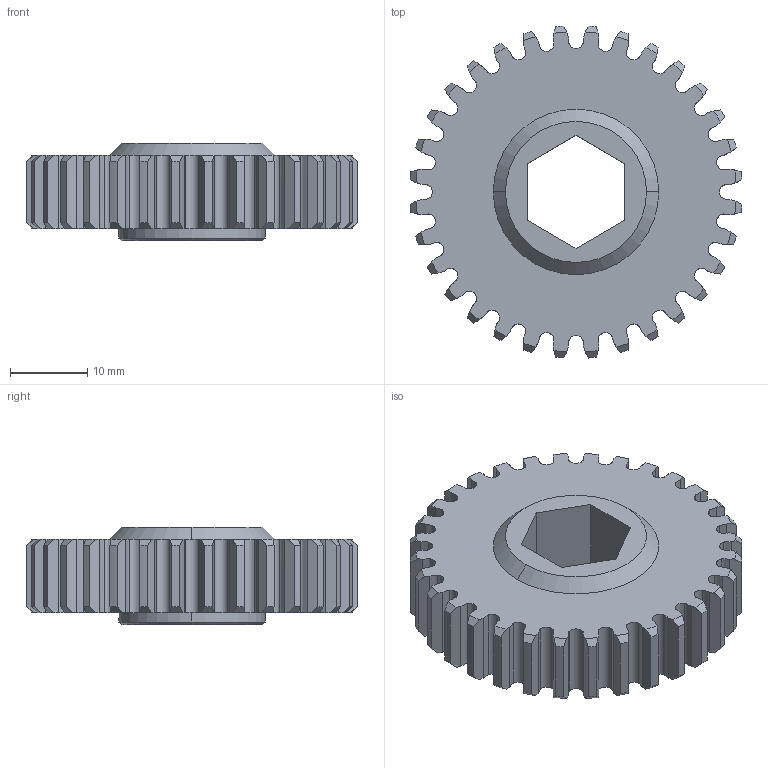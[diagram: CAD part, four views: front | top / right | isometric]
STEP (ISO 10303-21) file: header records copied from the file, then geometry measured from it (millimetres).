
FILE_DESCRIPTION (( 'STEP AP203' ), '1' );
FILE_NAME ('REV-21-1927.STEP', '2022-03-31T16:32:02', ( '' ), ( '' ), 'SwSTEP 2.0', 'SolidWorks 2022', '' );
FILE_SCHEMA (( 'CONFIG_CONTROL_DESIGN' ));
Length unit declared in the file: millimetre
Products named in the file (1): REV-21-1927
Bounding box: 43.06 x 43.06 x 12.7 mm (x, y, z)
Volume: 6987.8 mm3; surface area: 6312.3 mm2
Topology: 1 solids, 1 shells, 358 faces, 1056 edges, 702 vertices
Faces by surface type: bspline 128, cylinder 79, plane 78, cone 69, torus 4
Entity records: 14682 total; most frequent: CARTESIAN_POINT 5963, ORIENTED_EDGE 2112, DIRECTION 1371, EDGE_CURVE 1056, VERTEX_POINT 702, AXIS2_PLACEMENT_3D 470, LINE 431, VECTOR 431
